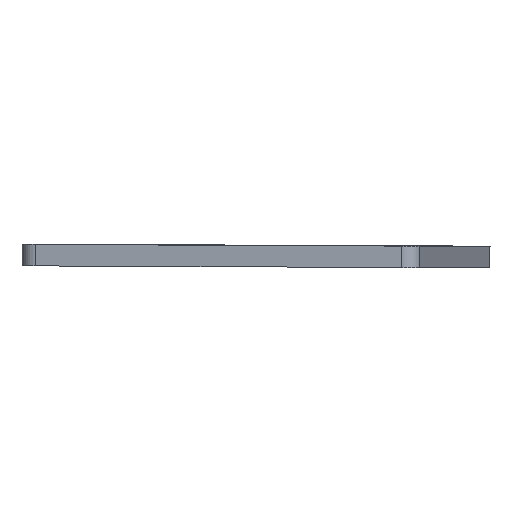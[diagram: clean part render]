
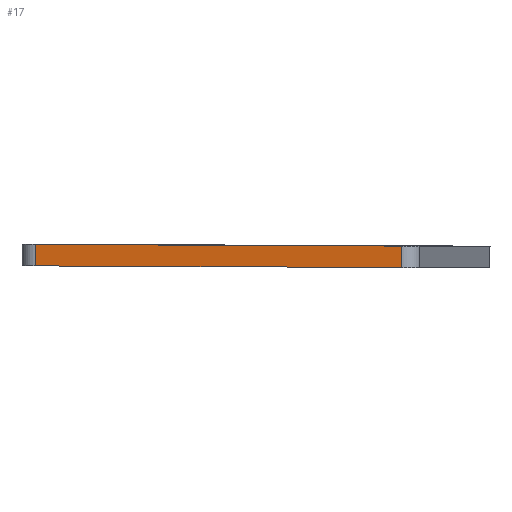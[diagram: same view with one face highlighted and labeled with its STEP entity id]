
A CAD part, left-side view. The second image highlights one B-rep face of the part: STEP entity #17.
In plain terms, the highlighted planar face has unit normal (-0.989, 0.147, 0).
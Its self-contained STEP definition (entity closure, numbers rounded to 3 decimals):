
#17 = ADVANCED_FACE('',(#18),#32,.F.);
#18 = FACE_BOUND('',#19,.F.);
#19 = EDGE_LOOP('',(#20,#77,#105,#155));
#20 = ORIENTED_EDGE('',*,*,#21,.F.);
#21 = EDGE_CURVE('',#22,#24,#26,.T.);
#22 = VERTEX_POINT('',#23);
#23 = CARTESIAN_POINT('',(-43.371,36.718,2.097
    ));
#24 = VERTEX_POINT('',#25);
#25 = CARTESIAN_POINT('',(-43.368,36.736,-1.903
    ));
#26 = SURFACE_CURVE('',#27,(#31,#43),.PCURVE_S1.);
#27 = LINE('',#28,#29);
#28 = CARTESIAN_POINT('',(-43.371,36.718,2.097
    ));
#29 = VECTOR('',#30,1.);
#30 = DIRECTION('',(0.001,0.004,-1.
    ));
#31 = PCURVE('',#32,#37);
#32 = PLANE('',#33);
#33 = AXIS2_PLACEMENT_3D('',#34,#35,#36);
#34 = CARTESIAN_POINT('',(-53.958,-34.498,1.783
    ));
#35 = DIRECTION('',(0.989,-0.147,0.)
  );
#36 = DIRECTION('',(0.147,0.989,0.004));
#37 = DEFINITIONAL_REPRESENTATION('',(#38),#42);
#38 = LINE('',#39,#40);
#39 = CARTESIAN_POINT('',(72.,0.));
#40 = VECTOR('',#41,1.);
#41 = DIRECTION('',(0.,-1.));
#42 = ( GEOMETRIC_REPRESENTATION_CONTEXT(2) 
PARAMETRIC_REPRESENTATION_CONTEXT() REPRESENTATION_CONTEXT('2D SPACE',''
  ) );
#43 = PCURVE('',#44,#49);
#44 = CYLINDRICAL_SURFACE('',#45,3.);
#45 = AXIS2_PLACEMENT_3D('',#46,#47,#48);
#46 = CARTESIAN_POINT('',(-39.964,39.501,
    -744.339));
#47 = DIRECTION('',(0.001,0.004,-1.
    ));
#48 = DIRECTION('',(-0.989,0.147,0.));
#49 = DEFINITIONAL_REPRESENTATION('',(#50),#76);
#50 = B_SPLINE_CURVE_WITH_KNOTS('',3,(#51,#52,#53,#54,#55,#56,#57,#58,
    #59,#60,#61,#62,#63,#64,#65,#66,#67,#68,#69,#70,#71,#72,#73,#74,#75)
  ,.UNSPECIFIED.,.F.,.F.,(4,1,1,1,1,1,1,1,1,1,1,1,1,1,1,1,1,1,1,1,1,1,4)
  ,(0.,0.182,0.364,0.545,0.727,
    0.909,1.091,1.273,1.455,
    1.636,1.818,2.,2.182,2.364,
    2.545,2.727,2.909,3.091,
    3.273,3.455,3.636,3.818,4.),
  .QUASI_UNIFORM_KNOTS.);
#51 = CARTESIAN_POINT('',(0.,-746.443));
#52 = CARTESIAN_POINT('',(0.,-746.382));
#53 = CARTESIAN_POINT('',(0.,-746.261));
#54 = CARTESIAN_POINT('',(0.,-746.079));
#55 = CARTESIAN_POINT('',(0.,-745.897));
#56 = CARTESIAN_POINT('',(0.,-745.715));
#57 = CARTESIAN_POINT('',(0.,-745.533));
#58 = CARTESIAN_POINT('',(0.,-745.352));
#59 = CARTESIAN_POINT('',(0.,-745.17));
#60 = CARTESIAN_POINT('',(0.,-744.988));
#61 = CARTESIAN_POINT('',(0.,-744.806));
#62 = CARTESIAN_POINT('',(0.,-744.624));
#63 = CARTESIAN_POINT('',(0.,-744.443));
#64 = CARTESIAN_POINT('',(0.,-744.261));
#65 = CARTESIAN_POINT('',(0.,-744.079));
#66 = CARTESIAN_POINT('',(0.,-743.897));
#67 = CARTESIAN_POINT('',(0.,-743.715));
#68 = CARTESIAN_POINT('',(0.,-743.533));
#69 = CARTESIAN_POINT('',(0.,-743.352));
#70 = CARTESIAN_POINT('',(0.,-743.17));
#71 = CARTESIAN_POINT('',(0.,-742.988));
#72 = CARTESIAN_POINT('',(0.,-742.806));
#73 = CARTESIAN_POINT('',(0.,-742.624));
#74 = CARTESIAN_POINT('',(0.,-742.503));
#75 = CARTESIAN_POINT('',(0.,-742.443));
#76 = ( GEOMETRIC_REPRESENTATION_CONTEXT(2) 
PARAMETRIC_REPRESENTATION_CONTEXT() REPRESENTATION_CONTEXT('2D SPACE',''
  ) );
#77 = ORIENTED_EDGE('',*,*,#78,.T.);
#78 = EDGE_CURVE('',#22,#79,#81,.T.);
#79 = VERTEX_POINT('',#80);
#80 = CARTESIAN_POINT('',(-53.517,-31.531,1.796
    ));
#81 = SURFACE_CURVE('',#82,(#86,#93),.PCURVE_S1.);
#82 = LINE('',#83,#84);
#83 = CARTESIAN_POINT('',(-43.371,36.718,2.097
    ));
#84 = VECTOR('',#85,1.);
#85 = DIRECTION('',(-0.147,-0.989,-0.004)
  );
#86 = PCURVE('',#32,#87);
#87 = DEFINITIONAL_REPRESENTATION('',(#88),#92);
#88 = LINE('',#89,#90);
#89 = CARTESIAN_POINT('',(72.,0.));
#90 = VECTOR('',#91,1.);
#91 = DIRECTION('',(-1.,0.));
#92 = ( GEOMETRIC_REPRESENTATION_CONTEXT(2) 
PARAMETRIC_REPRESENTATION_CONTEXT() REPRESENTATION_CONTEXT('2D SPACE',''
  ) );
#93 = PCURVE('',#94,#99);
#94 = PLANE('',#95);
#95 = AXIS2_PLACEMENT_3D('',#96,#97,#98);
#96 = CARTESIAN_POINT('',(-261.311,83.841,2.172)
  );
#97 = DIRECTION('',(0.001,0.004,-1.
    ));
#98 = DIRECTION('',(0.147,0.989,0.004));
#99 = DEFINITIONAL_REPRESENTATION('',(#100),#104);
#100 = LINE('',#101,#102);
#101 = CARTESIAN_POINT('',(-14.562,222.5));
#102 = VECTOR('',#103,1.);
#103 = DIRECTION('',(-1.,0.));
#104 = ( GEOMETRIC_REPRESENTATION_CONTEXT(2) 
PARAMETRIC_REPRESENTATION_CONTEXT() REPRESENTATION_CONTEXT('2D SPACE',''
  ) );
#105 = ORIENTED_EDGE('',*,*,#106,.F.);
#106 = EDGE_CURVE('',#107,#79,#109,.T.);
#107 = VERTEX_POINT('',#108);
#108 = CARTESIAN_POINT('',(-53.515,-31.514,
    -2.204));
#109 = SURFACE_CURVE('',#110,(#114,#121),.PCURVE_S1.);
#110 = LINE('',#111,#112);
#111 = CARTESIAN_POINT('',(-53.515,-31.514,
    -2.204));
#112 = VECTOR('',#113,1.);
#113 = DIRECTION('',(-0.001,-0.004,
    1.));
#114 = PCURVE('',#32,#115);
#115 = DEFINITIONAL_REPRESENTATION('',(#116),#120);
#116 = LINE('',#117,#118);
#117 = CARTESIAN_POINT('',(3.,-4.));
#118 = VECTOR('',#119,1.);
#119 = DIRECTION('',(0.,1.));
#120 = ( GEOMETRIC_REPRESENTATION_CONTEXT(2) 
PARAMETRIC_REPRESENTATION_CONTEXT() REPRESENTATION_CONTEXT('2D SPACE',''
  ) );
#121 = PCURVE('',#122,#127);
#122 = CYLINDRICAL_SURFACE('',#123,3.);
#123 = AXIS2_PLACEMENT_3D('',#124,#125,#126);
#124 = CARTESIAN_POINT('',(-51.257,-37.167,
    1204.62));
#125 = DIRECTION('',(-0.001,-0.004,
    1.));
#126 = DIRECTION('',(-0.989,0.147,0.)
  );
#127 = DEFINITIONAL_REPRESENTATION('',(#128),#154);
#128 = B_SPLINE_CURVE_WITH_KNOTS('',3,(#129,#130,#131,#132,#133,#134,
    #135,#136,#137,#138,#139,#140,#141,#142,#143,#144,#145,#146,#147,
    #148,#149,#150,#151,#152,#153),.UNSPECIFIED.,.F.,.F.,(4,1,1,1,1,1,1,
    1,1,1,1,1,1,1,1,1,1,1,1,1,1,1,4),(0.,0.182,0.364,
    0.545,0.727,0.909,1.091,
    1.273,1.455,1.636,1.818,2.,
    2.182,2.364,2.545,2.727,
    2.909,3.091,3.273,3.455,
    3.636,3.818,4.),.QUASI_UNIFORM_KNOTS.);
#129 = CARTESIAN_POINT('',(0.,-1206.835));
#130 = CARTESIAN_POINT('',(0.,-1206.775));
#131 = CARTESIAN_POINT('',(0.,-1206.653));
#132 = CARTESIAN_POINT('',(0.,-1206.472));
#133 = CARTESIAN_POINT('',(0.,-1206.29));
#134 = CARTESIAN_POINT('',(0.,-1206.108));
#135 = CARTESIAN_POINT('',(0.,-1205.926));
#136 = CARTESIAN_POINT('',(0.,-1205.744));
#137 = CARTESIAN_POINT('',(0.,-1205.562));
#138 = CARTESIAN_POINT('',(0.,-1205.381));
#139 = CARTESIAN_POINT('',(0.,-1205.199));
#140 = CARTESIAN_POINT('',(0.,-1205.017));
#141 = CARTESIAN_POINT('',(0.,-1204.835));
#142 = CARTESIAN_POINT('',(0.,-1204.653));
#143 = CARTESIAN_POINT('',(0.,-1204.472));
#144 = CARTESIAN_POINT('',(0.,-1204.29));
#145 = CARTESIAN_POINT('',(0.,-1204.108));
#146 = CARTESIAN_POINT('',(0.,-1203.926));
#147 = CARTESIAN_POINT('',(0.,-1203.744));
#148 = CARTESIAN_POINT('',(0.,-1203.562));
#149 = CARTESIAN_POINT('',(0.,-1203.381));
#150 = CARTESIAN_POINT('',(0.,-1203.199));
#151 = CARTESIAN_POINT('',(0.,-1203.017));
#152 = CARTESIAN_POINT('',(0.,-1202.896));
#153 = CARTESIAN_POINT('',(0.,-1202.835));
#154 = ( GEOMETRIC_REPRESENTATION_CONTEXT(2) 
PARAMETRIC_REPRESENTATION_CONTEXT() REPRESENTATION_CONTEXT('2D SPACE',''
  ) );
#155 = ORIENTED_EDGE('',*,*,#156,.F.);
#156 = EDGE_CURVE('',#24,#107,#157,.T.);
#157 = SURFACE_CURVE('',#158,(#162,#169),.PCURVE_S1.);
#158 = LINE('',#159,#160);
#159 = CARTESIAN_POINT('',(-43.368,36.736,
    -1.903));
#160 = VECTOR('',#161,1.);
#161 = DIRECTION('',(-0.147,-0.989,-0.004
    ));
#162 = PCURVE('',#32,#163);
#163 = DEFINITIONAL_REPRESENTATION('',(#164),#168);
#164 = LINE('',#165,#166);
#165 = CARTESIAN_POINT('',(72.,-4.));
#166 = VECTOR('',#167,1.);
#167 = DIRECTION('',(-1.,0.));
#168 = ( GEOMETRIC_REPRESENTATION_CONTEXT(2) 
PARAMETRIC_REPRESENTATION_CONTEXT() REPRESENTATION_CONTEXT('2D SPACE',''
  ) );
#169 = PCURVE('',#170,#175);
#170 = PLANE('',#171);
#171 = AXIS2_PLACEMENT_3D('',#172,#173,#174);
#172 = CARTESIAN_POINT('',(-261.308,83.858,
    -1.828));
#173 = DIRECTION('',(0.001,0.004,
    -1.));
#174 = DIRECTION('',(0.147,0.989,0.004));
#175 = DEFINITIONAL_REPRESENTATION('',(#176),#180);
#176 = LINE('',#177,#178);
#177 = CARTESIAN_POINT('',(-14.562,222.5));
#178 = VECTOR('',#179,1.);
#179 = DIRECTION('',(-1.,0.));
#180 = ( GEOMETRIC_REPRESENTATION_CONTEXT(2) 
PARAMETRIC_REPRESENTATION_CONTEXT() REPRESENTATION_CONTEXT('2D SPACE',''
  ) );
